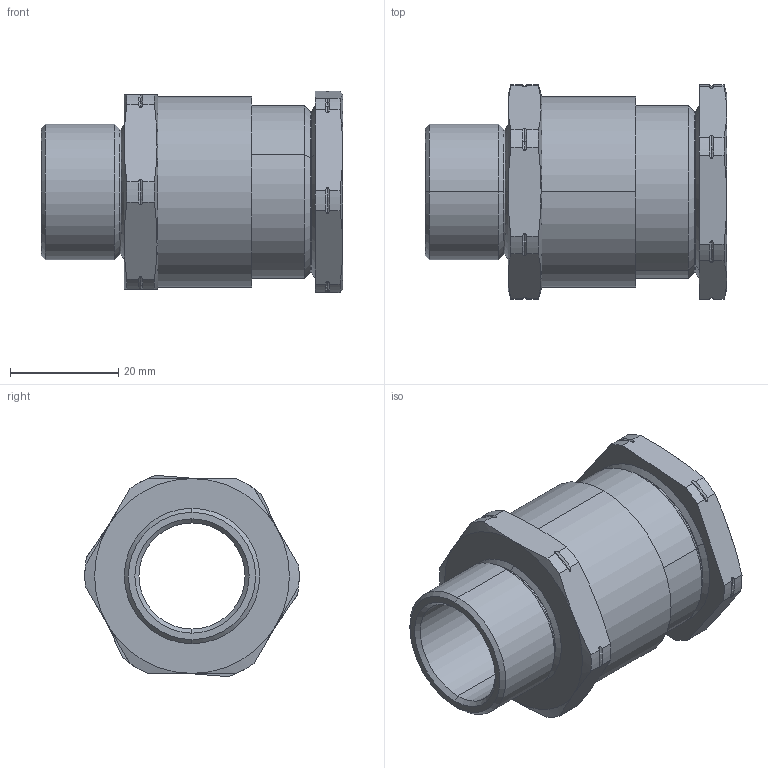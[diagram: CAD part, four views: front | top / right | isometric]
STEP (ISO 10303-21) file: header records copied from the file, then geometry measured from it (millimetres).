
FILE_DESCRIPTION (( 'STEP AP203' ), '1' );
FILE_NAME ('25A2F1001RA.STEP', '2017-10-03T10:24:53', ( '' ), ( '' ), 'SwSTEP 2.0', 'SolidWorks 2017', '' );
FILE_SCHEMA (( 'CONFIG_CONTROL_DESIGN' ));
Length unit declared in the file: millimetre
Products named in the file (1): 25A2F1001RA
Bounding box: 55.67 x 39.6 x 37.21 mm (x, y, z)
Surface area: 10797.3 mm2 (no closed solid volume)
Topology: 0 solids, 4 shells, 110 faces, 286 edges, 182 vertices
Faces by surface type: cylinder 40, torus 26, cone 26, plane 18
Entity records: 3892 total; most frequent: CARTESIAN_POINT 1179, ORIENTED_EDGE 556, DIRECTION 550, EDGE_CURVE 286, AXIS2_PLACEMENT_3D 233, VERTEX_POINT 182, CIRCLE 122, EDGE_LOOP 116
